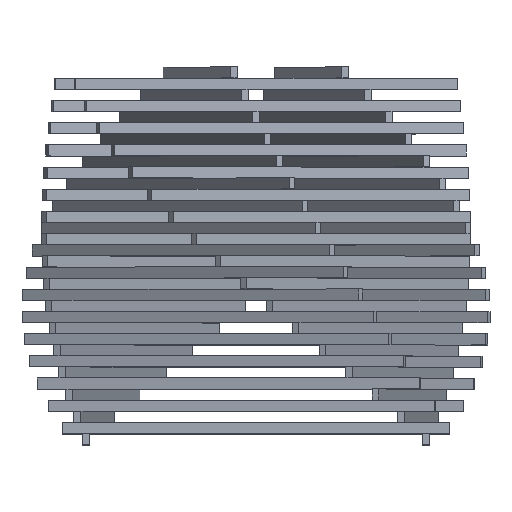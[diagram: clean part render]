
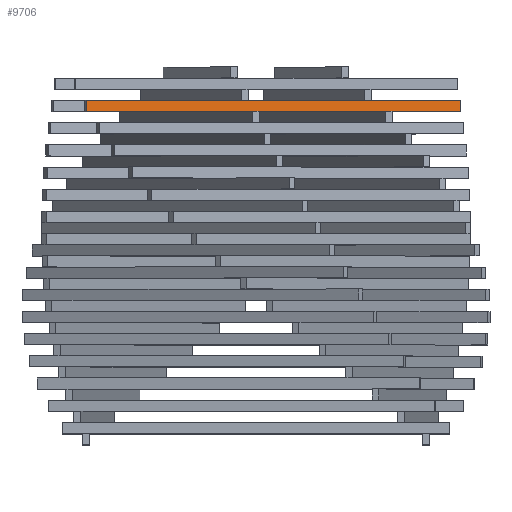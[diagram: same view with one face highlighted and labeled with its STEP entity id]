
A CAD part, top view. The second image highlights one B-rep face of the part: STEP entity #9706.
In plain terms, the highlighted planar face has unit normal (0.259, 0, 0.966).
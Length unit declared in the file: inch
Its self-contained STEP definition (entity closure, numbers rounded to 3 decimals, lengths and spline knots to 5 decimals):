
#139 = EDGE_CURVE ( 'NONE', #6203, #2199, #6049, .T. ) ;
#572 = LINE ( 'NONE', #4658, #6983 ) ;
#718 = LINE ( 'NONE', #6086, #4820 ) ;
#821 = EDGE_LOOP ( 'NONE', ( #1900, #8297, #8777, #8564 ) ) ;
#1743 = VERTEX_POINT ( 'NONE', #5240 ) ;
#1900 = ORIENTED_EDGE ( 'NONE', *, *, #139, .T. ) ;
#2101 = DIRECTION ( 'NONE',  ( 0., -1., 0. ) ) ;
#2130 = CARTESIAN_POINT ( 'NONE',  ( 101.68622, 159.53356, 7.06207 ) ) ;
#2199 = VERTEX_POINT ( 'NONE', #4863 ) ;
#2826 = CARTESIAN_POINT ( 'NONE',  ( -83.77154, 165.03356, 56.75533 ) ) ;
#3104 = AXIS2_PLACEMENT_3D ( 'NONE', #8507, #6842, #3724 ) ;
#3172 = EDGE_CURVE ( 'NONE', #1743, #9757, #718, .T. ) ;
#3208 = VECTOR ( 'NONE', #8086, 39.37008 ) ;
#3245 = EDGE_CURVE ( 'NONE', #9757, #2199, #572, .T. ) ;
#3724 = DIRECTION ( 'NONE',  ( 0., -1., 0. ) ) ;
#3888 = DIRECTION ( 'NONE',  ( -0.966, 0., 0.259 ) ) ;
#4476 = CARTESIAN_POINT ( 'NONE',  ( -83.77154, 165.03356, 56.75533 ) ) ;
#4658 = CARTESIAN_POINT ( 'NONE',  ( 101.68622, 159.53356, 7.06207 ) ) ;
#4820 = VECTOR ( 'NONE', #2101, 39.37008 ) ;
#4863 = CARTESIAN_POINT ( 'NONE',  ( -83.77154, 159.53356, 56.75533 ) ) ;
#5240 = CARTESIAN_POINT ( 'NONE',  ( 101.68622, 165.03356, 7.06207 ) ) ;
#5390 = EDGE_CURVE ( 'NONE', #1743, #6203, #5649, .T. ) ;
#5649 = LINE ( 'NONE', #9805, #3208 ) ;
#5754 = VECTOR ( 'NONE', #7646, 39.37008 ) ;
#6049 = LINE ( 'NONE', #4476, #5754 ) ;
#6086 = CARTESIAN_POINT ( 'NONE',  ( 101.68622, 165.03356, 7.06207 ) ) ;
#6203 = VERTEX_POINT ( 'NONE', #2826 ) ;
#6842 = DIRECTION ( 'NONE',  ( -0.259, 0., -0.966 ) ) ;
#6983 = VECTOR ( 'NONE', #3888, 39.37008 ) ;
#7646 = DIRECTION ( 'NONE',  ( 0., -1., 0. ) ) ;
#8086 = DIRECTION ( 'NONE',  ( -0.966, 0., 0.259 ) ) ;
#8297 = ORIENTED_EDGE ( 'NONE', *, *, #3245, .F. ) ;
#8507 = CARTESIAN_POINT ( 'NONE',  ( 101.68622, 165.03356, 7.06207 ) ) ;
#8564 = ORIENTED_EDGE ( 'NONE', *, *, #5390, .T. ) ;
#8777 = ORIENTED_EDGE ( 'NONE', *, *, #3172, .F. ) ;
#9706 = ADVANCED_FACE ( 'NONE', ( #9966 ), #10062, .F. ) ;
#9757 = VERTEX_POINT ( 'NONE', #2130 ) ;
#9805 = CARTESIAN_POINT ( 'NONE',  ( 101.68622, 165.03356, 7.06207 ) ) ;
#9966 = FACE_OUTER_BOUND ( 'NONE', #821, .T. ) ;
#10062 = PLANE ( 'NONE',  #3104 ) ;
